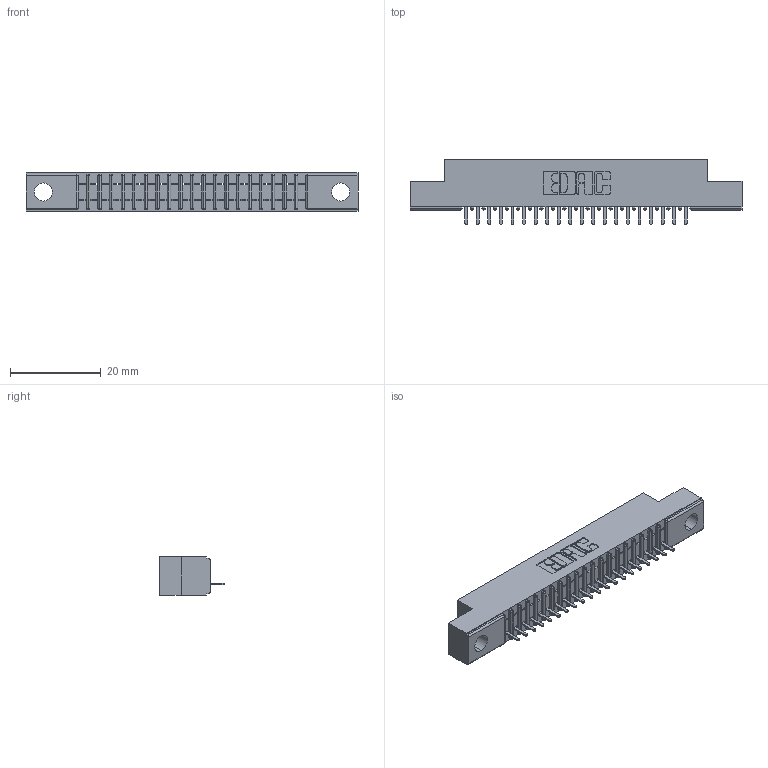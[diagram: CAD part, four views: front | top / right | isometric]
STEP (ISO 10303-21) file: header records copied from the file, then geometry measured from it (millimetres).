
FILE_DESCRIPTION (( 'STEP AP203' ), '1' );
FILE_NAME ('391-020-520-104.STEP', '2018-08-08T18:43:01', ( '' ), ( '' ), 'SwSTEP 2.0', 'SolidWorks 2016', '' );
FILE_SCHEMA (( 'CONFIG_CONTROL_DESIGN' ));
Length unit declared in the file: inch
Products named in the file (3): 341 Part_.156 (3.96) Dia Mounting Holes; 341-292-001_341-292-120; 391-020-520-104
Assembly tree (21 placements, depth 2):
  391-020-520-104
    341 Part_.156 (3.96) Dia Mounting Holes
    341-292-001_341-292-120  x20
Bounding box: 73.03 x 14.27 x 8.38 mm (x, y, z)
Volume: 3914.6 mm3; surface area: 6978 mm2
Topology: 21 solids, 21 shells, 1770 faces, 5092 edges, 3270 vertices
Faces by surface type: plane 1102, cylinder 588, sphere 42, torus 38
Entity records: 26913 total; most frequent: CARTESIAN_POINT 4566, ORIENTED_EDGE 4552, DIRECTION 4418, EDGE_CURVE 2276, VECTOR 1822, LINE 1822, VERTEX_POINT 1446, AXIS2_PLACEMENT_3D 1298
